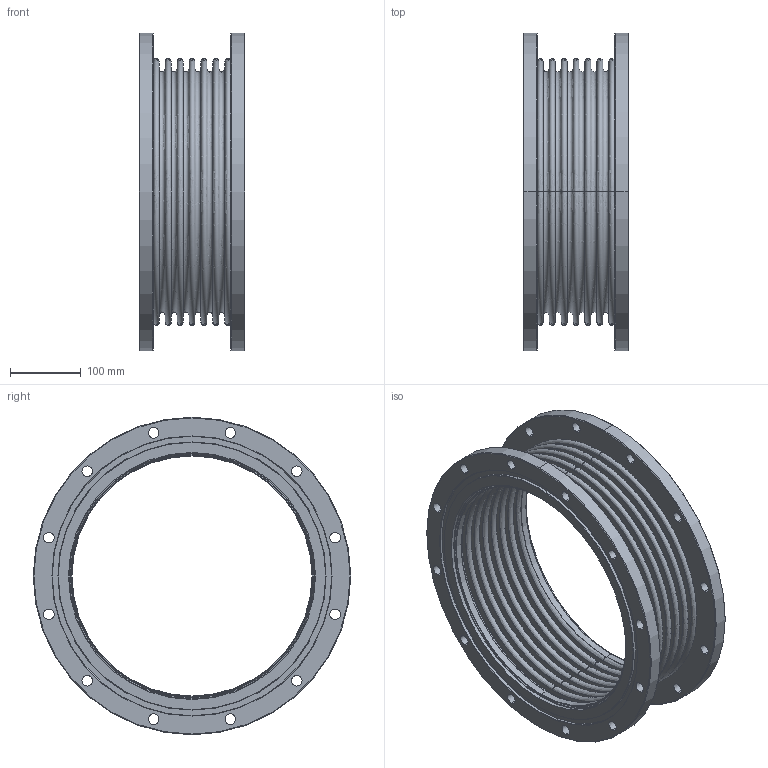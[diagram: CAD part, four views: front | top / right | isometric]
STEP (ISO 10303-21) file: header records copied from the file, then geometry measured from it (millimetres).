
FILE_DESCRIPTION( (''), '2;1');
FILE_NAME ('CAD716.5368.IF350_170.stp','2016-11-16T14:52:26',(''),(''),'spGate 12.6.6','','');
FILE_SCHEMA (('AUTOMOTIVE_DESIGN'));
Length unit declared in the file: millimetre
Products named in the file (4): Assembly; IF350-1; IF350-2; IF350-3
Assembly tree (3 placements, depth 2):
  Assembly
    IF350-1
    IF350-2
    IF350-3
Bounding box: 150 x 450 x 450 mm (x, y, z)
Volume: 2667028.7 mm3; surface area: 1177814.3 mm2
Topology: 3 solids, 3 shells, 196 faces, 440 edges, 284 vertices
Faces by surface type: bspline 84, cylinder 72, plane 40
Entity records: 10884 total; most frequent: CARTESIAN_POINT 3048, ORIENTED_EDGE 880, DIRECTION 808, COLOUR_RGB 639, PRESENTATION_STYLE_ASSIGNMENT 639, STYLED_ITEM 639, EDGE_CURVE 440, DRAUGHTING_PRE_DEFINED_CURVE_FONT 440
